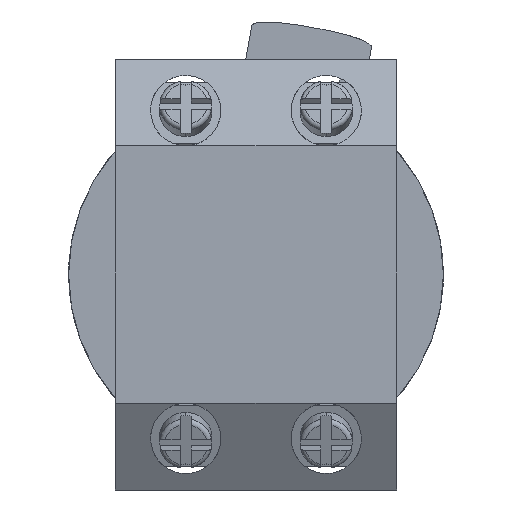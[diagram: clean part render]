
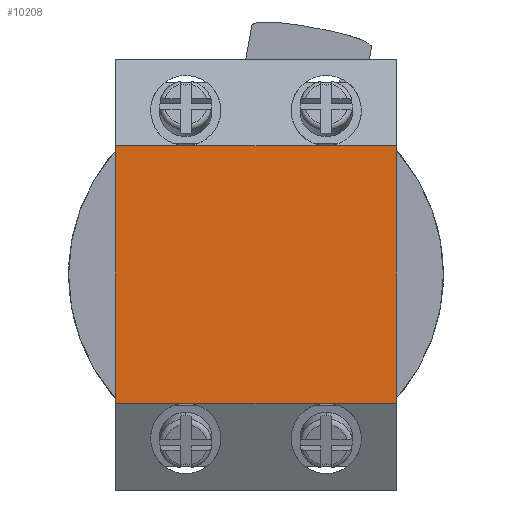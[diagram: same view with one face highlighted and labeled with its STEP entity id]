
A CAD part, front view. The second image highlights one B-rep face of the part: STEP entity #10208.
In plain terms, the highlighted planar face has unit normal (0, -1, 0).
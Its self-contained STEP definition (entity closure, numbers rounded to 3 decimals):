
#29 = DIRECTION ( 'NONE',  ( -1., 0., 0. ) ) ;
#81 = LINE ( 'NONE', #4142, #11602 ) ;
#167 = EDGE_CURVE ( 'NONE', #13174, #10900, #3054, .T. ) ;
#269 = VERTEX_POINT ( 'NONE', #1133 ) ;
#568 = VECTOR ( 'NONE', #9404, 1000. ) ;
#810 = ORIENTED_EDGE ( 'NONE', *, *, #6303, .T. ) ;
#976 = VERTEX_POINT ( 'NONE', #2775 ) ;
#1064 = CARTESIAN_POINT ( 'NONE',  ( 30., 0., -13.75 ) ) ;
#1133 = CARTESIAN_POINT ( 'NONE',  ( 30., 0., -13.75 ) ) ;
#1894 = DIRECTION ( 'NONE',  ( 0., 0., 1. ) ) ;
#1936 = DIRECTION ( 'NONE',  ( -1., 0., 0. ) ) ;
#2528 = VECTOR ( 'NONE', #29, 1000. ) ;
#2645 = DIRECTION ( 'NONE',  ( -1., 0., 0. ) ) ;
#2676 = CARTESIAN_POINT ( 'NONE',  ( 7.5, 0., 13.75 ) ) ;
#2717 = VECTOR ( 'NONE', #4575, 1000. ) ;
#2775 = CARTESIAN_POINT ( 'NONE',  ( 22.5, 0., 13.75 ) ) ;
#2899 = CARTESIAN_POINT ( 'NONE',  ( 0., 0., 13.75 ) ) ;
#3054 = LINE ( 'NONE', #11434, #568 ) ;
#3346 = CARTESIAN_POINT ( 'NONE',  ( 7.5, 0., -13.75 ) ) ;
#3738 = EDGE_CURVE ( 'NONE', #6134, #3810, #11632, .T. ) ;
#3758 = VECTOR ( 'NONE', #10535, 1000. ) ;
#3810 = VERTEX_POINT ( 'NONE', #3346 ) ;
#4142 = CARTESIAN_POINT ( 'NONE',  ( 30., 0., 13.75 ) ) ;
#4387 = ORIENTED_EDGE ( 'NONE', *, *, #3738, .F. ) ;
#4575 = DIRECTION ( 'NONE',  ( -1., 0., 0. ) ) ;
#4618 = FACE_OUTER_BOUND ( 'NONE', #9992, .T. ) ;
#5285 = ORIENTED_EDGE ( 'NONE', *, *, #12384, .T. ) ;
#5340 = LINE ( 'NONE', #5920, #5665 ) ;
#5542 = CARTESIAN_POINT ( 'NONE',  ( 30., 0., -13.75 ) ) ;
#5665 = VECTOR ( 'NONE', #2645, 1000. ) ;
#5920 = CARTESIAN_POINT ( 'NONE',  ( 30., 0., 13.75 ) ) ;
#6082 = PLANE ( 'NONE',  #12072 ) ;
#6134 = VERTEX_POINT ( 'NONE', #9184 ) ;
#6147 = VERTEX_POINT ( 'NONE', #9230 ) ;
#6303 = EDGE_CURVE ( 'NONE', #976, #9190, #5340, .T. ) ;
#6362 = EDGE_CURVE ( 'NONE', #3810, #10900, #8182, .T. ) ;
#6588 = ORIENTED_EDGE ( 'NONE', *, *, #6362, .F. ) ;
#6818 = VECTOR ( 'NONE', #9894, 1000. ) ;
#7003 = ORIENTED_EDGE ( 'NONE', *, *, #13632, .T. ) ;
#7109 = DIRECTION ( 'NONE',  ( 0., 1., 0. ) ) ;
#7631 = ORIENTED_EDGE ( 'NONE', *, *, #12957, .F. ) ;
#8182 = LINE ( 'NONE', #8493, #2528 ) ;
#8240 = CARTESIAN_POINT ( 'NONE',  ( 30., 0., -13.75 ) ) ;
#8466 = DIRECTION ( 'NONE',  ( 0., 0., -1. ) ) ;
#8493 = CARTESIAN_POINT ( 'NONE',  ( 30., 0., -13.75 ) ) ;
#8624 = CARTESIAN_POINT ( 'NONE',  ( 0., 0., -13.75 ) ) ;
#8851 = CARTESIAN_POINT ( 'NONE',  ( 30., 0., 13.75 ) ) ;
#8925 = LINE ( 'NONE', #1064, #12806 ) ;
#9184 = CARTESIAN_POINT ( 'NONE',  ( 22.5, 0., -13.75 ) ) ;
#9190 = VERTEX_POINT ( 'NONE', #2676 ) ;
#9230 = CARTESIAN_POINT ( 'NONE',  ( 30., 0., 13.75 ) ) ;
#9404 = DIRECTION ( 'NONE',  ( 0., 0., -1. ) ) ;
#9452 = CARTESIAN_POINT ( 'NONE',  ( 30., 0., -13.75 ) ) ;
#9894 = DIRECTION ( 'NONE',  ( -1., 0., 0. ) ) ;
#9913 = EDGE_CURVE ( 'NONE', #6147, #269, #8925, .T. ) ;
#9992 = EDGE_LOOP ( 'NONE', ( #12430, #6588, #4387, #7631, #12304, #5285, #810, #7003 ) ) ;
#10208 = ADVANCED_FACE ( 'NONE', ( #4618 ), #6082, .F. ) ;
#10535 = DIRECTION ( 'NONE',  ( -1., 0., 0. ) ) ;
#10900 = VERTEX_POINT ( 'NONE', #8624 ) ;
#11434 = CARTESIAN_POINT ( 'NONE',  ( 0., 0., -13.75 ) ) ;
#11602 = VECTOR ( 'NONE', #1936, 1000. ) ;
#11632 = LINE ( 'NONE', #9452, #3758 ) ;
#12072 = AXIS2_PLACEMENT_3D ( 'NONE', #8240, #7109, #1894 ) ;
#12304 = ORIENTED_EDGE ( 'NONE', *, *, #9913, .F. ) ;
#12384 = EDGE_CURVE ( 'NONE', #6147, #976, #81, .T. ) ;
#12430 = ORIENTED_EDGE ( 'NONE', *, *, #167, .T. ) ;
#12806 = VECTOR ( 'NONE', #8466, 1000. ) ;
#12879 = LINE ( 'NONE', #8851, #6818 ) ;
#12957 = EDGE_CURVE ( 'NONE', #269, #6134, #13250, .T. ) ;
#13174 = VERTEX_POINT ( 'NONE', #2899 ) ;
#13250 = LINE ( 'NONE', #5542, #2717 ) ;
#13632 = EDGE_CURVE ( 'NONE', #9190, #13174, #12879, .T. ) ;
